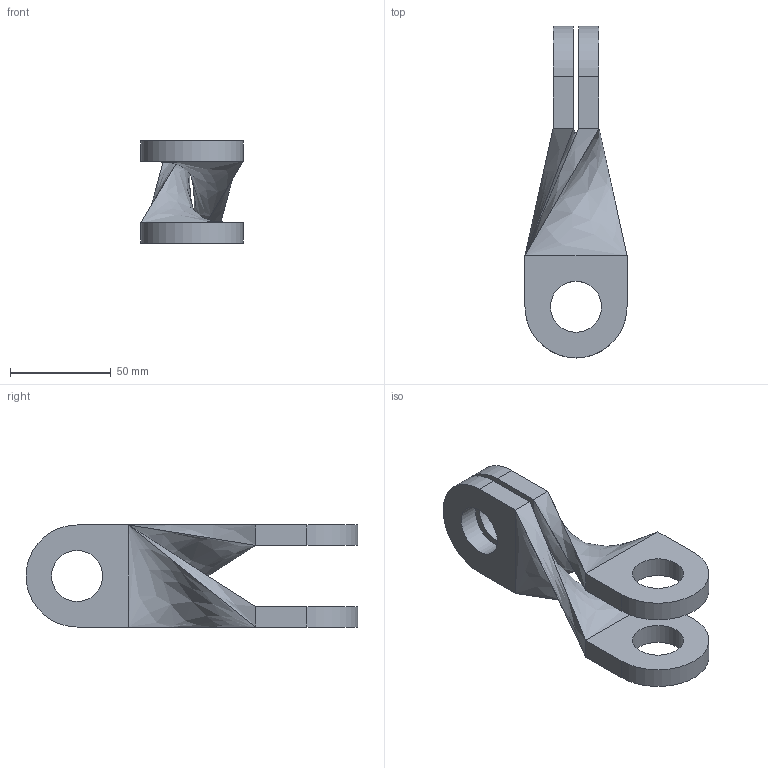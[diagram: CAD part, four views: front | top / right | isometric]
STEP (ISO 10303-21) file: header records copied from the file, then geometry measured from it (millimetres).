
FILE_DESCRIPTION(/* description */ ('STEP AP242 Edition 2','CAx-IF Rec.Pracs.---Representation and Presentation of Product Manufacturing Information (PMI)---4.0---2014-10-13','CAx-IF Rec.Pracs.---3D Tessellated Geometry---0.4---2014-09-14','2;1','CAx-IF Rec.Pracs.---User Defined Attributes---1.5---2016-08-15'),/* implementation_level */ '2;1');
FILE_NAME(/* name */ '6970c0aa347441a791c7a5eb',/* time_stamp */ '2026-01-21T12:03:55Z',/* author */ (''),/* organization */ (''),/* preprocessor_version */ 'ST-DEVELOPER v20',/* originating_system */ 'ONSHAPE BY PTC INC, 1.209',/* authorisation */ ' ');
FILE_SCHEMA (('AP242_MANAGED_MODEL_BASED_3D_ENGINEERING_MIM_LF { 1 0 10303 442 3 1 4 }'));
Length unit declared in the file: metre
Products named in the file (2): Part 1; Part 2
Bounding box: 50.8 x 165.1 x 50.8 mm (x, y, z)
Volume: 116730 mm3; surface area: 36250.4 mm2
Topology: 2 solids, 2 shells, 32 faces, 73 edges, 45 vertices
Faces by surface type: plane 16, cylinder 8, bspline 8
Full cylindrical faces by diameter (mm): 25.4 x4
Entity records: 935 total; most frequent: CARTESIAN_POINT 198, DIRECTION 136, ORIENTED_EDGE 132, EDGE_CURVE 66, LINE 48, VECTOR 48, EDGE_LOOP 44, FACE_BOUND 44
